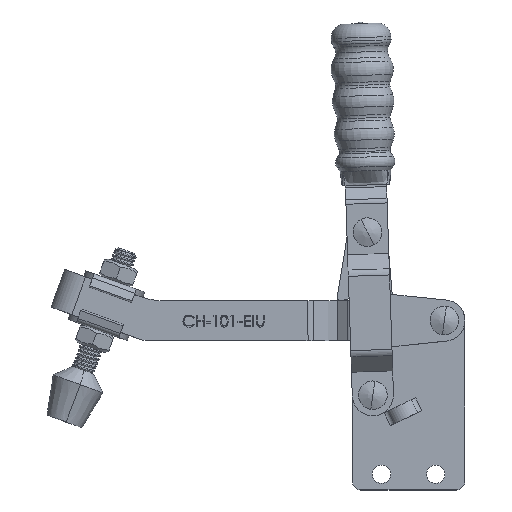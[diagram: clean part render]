
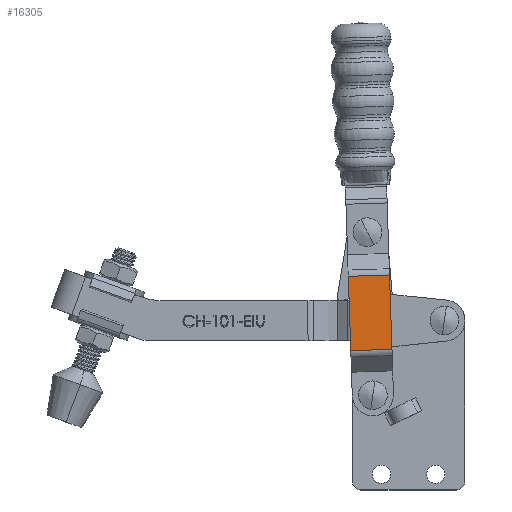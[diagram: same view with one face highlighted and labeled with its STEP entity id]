
A CAD part, top view. The second image highlights one B-rep face of the part: STEP entity #16305.
In plain terms, the highlighted face is planar.
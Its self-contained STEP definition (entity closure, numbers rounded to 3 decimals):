
#991 = VERTEX_POINT ( 'NONE', #24517 ) ;
#1536 = DIRECTION ( 'NONE',  ( 0., 0., -1. ) ) ;
#1693 = VERTEX_POINT ( 'NONE', #29406 ) ;
#1935 = LINE ( 'NONE', #15012, #10791 ) ;
#3655 = VECTOR ( 'NONE', #14801, 1000. ) ;
#3729 = DIRECTION ( 'NONE',  ( -1., 0., 0. ) ) ;
#5309 = ORIENTED_EDGE ( 'NONE', *, *, #30254, .T. ) ;
#6942 = EDGE_CURVE ( 'NONE', #29771, #1693, #13194, .T. ) ;
#7843 = EDGE_CURVE ( 'NONE', #1693, #991, #24045, .T. ) ;
#8177 = PLANE ( 'NONE',  #15727 ) ;
#8612 = VECTOR ( 'NONE', #16716, 1000. ) ;
#10791 = VECTOR ( 'NONE', #3729, 1000. ) ;
#10875 = DIRECTION ( 'NONE',  ( 1., 0., 0. ) ) ;
#13194 = LINE ( 'NONE', #30336, #8612 ) ;
#14801 = DIRECTION ( 'NONE',  ( 0., 0., -1. ) ) ;
#15012 = CARTESIAN_POINT ( 'NONE',  ( -49.003, 9.498, 0. ) ) ;
#15727 = AXIS2_PLACEMENT_3D ( 'NONE', #18835, #26906, #10875 ) ;
#16305 = ADVANCED_FACE ( 'NONE', ( #19126 ), #8177, .F. ) ;
#16716 = DIRECTION ( 'NONE',  ( -1., 0., 0. ) ) ;
#17322 = ORIENTED_EDGE ( 'NONE', *, *, #6942, .F. ) ;
#17481 = CARTESIAN_POINT ( 'NONE',  ( -23.003, 9.498, 14.4 ) ) ;
#17604 = CARTESIAN_POINT ( 'NONE',  ( -49.003, 9.498, 14.4 ) ) ;
#17652 = VERTEX_POINT ( 'NONE', #25860 ) ;
#17763 = VECTOR ( 'NONE', #1536, 1000. ) ;
#18623 = ORIENTED_EDGE ( 'NONE', *, *, #7843, .F. ) ;
#18835 = CARTESIAN_POINT ( 'NONE',  ( -49.003, 9.498, 14.4 ) ) ;
#19126 = FACE_OUTER_BOUND ( 'NONE', #19150, .T. ) ;
#19150 = EDGE_LOOP ( 'NONE', ( #23451, #18623, #17322, #5309 ) ) ;
#23387 = LINE ( 'NONE', #17481, #3655 ) ;
#23451 = ORIENTED_EDGE ( 'NONE', *, *, #23893, .T. ) ;
#23893 = EDGE_CURVE ( 'NONE', #17652, #991, #1935, .T. ) ;
#24045 = LINE ( 'NONE', #17604, #17763 ) ;
#24517 = CARTESIAN_POINT ( 'NONE',  ( -49.003, 9.498, 0. ) ) ;
#25860 = CARTESIAN_POINT ( 'NONE',  ( -23.003, 9.498, 0. ) ) ;
#26906 = DIRECTION ( 'NONE',  ( 0., -1., 0. ) ) ;
#29406 = CARTESIAN_POINT ( 'NONE',  ( -49.003, 9.498, 14.4 ) ) ;
#29771 = VERTEX_POINT ( 'NONE', #30919 ) ;
#30254 = EDGE_CURVE ( 'NONE', #29771, #17652, #23387, .T. ) ;
#30336 = CARTESIAN_POINT ( 'NONE',  ( -49.003, 9.498, 14.4 ) ) ;
#30919 = CARTESIAN_POINT ( 'NONE',  ( -23.003, 9.498, 14.4 ) ) ;
